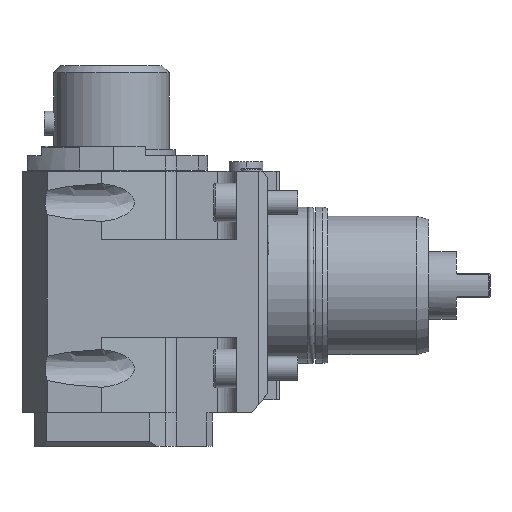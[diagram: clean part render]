
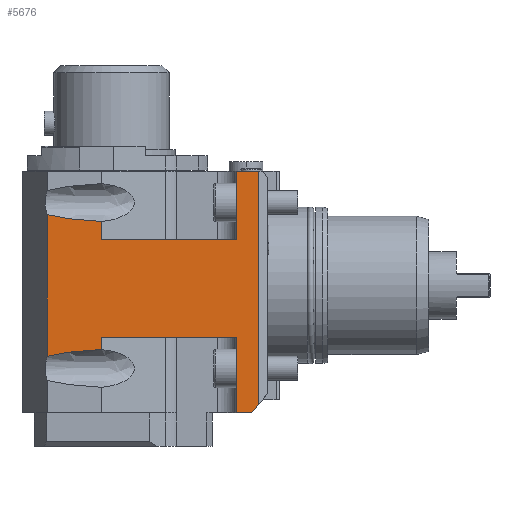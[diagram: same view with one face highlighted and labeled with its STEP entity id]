
A CAD part, front view. The second image highlights one B-rep face of the part: STEP entity #5676.
In plain terms, the highlighted planar face has unit normal (0, -1, 0).
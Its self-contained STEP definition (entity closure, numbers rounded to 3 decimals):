
#397=DIRECTION('',(0.,0.,-1.));
#398=VECTOR('',#397,96.948);
#399=CARTESIAN_POINT('',(-3.732,-46.,47.5));
#400=LINE('',#399,#398);
#401=DIRECTION('',(-0.643,0.,-0.766));
#402=VECTOR('',#401,4.637);
#403=CARTESIAN_POINT('',(-3.732,-46.,-49.448));
#404=LINE('',#403,#402);
#405=DIRECTION('',(0.,0.,1.));
#406=VECTOR('',#405,31.5);
#407=CARTESIAN_POINT('',(-13.,-46.,-53.));
#408=LINE('',#407,#406);
#409=DIRECTION('',(-1.,0.,0.));
#410=VECTOR('',#409,56.);
#411=CARTESIAN_POINT('',(-13.,-46.,-21.5));
#412=LINE('',#411,#410);
#413=DIRECTION('',(0.,0.,1.));
#414=VECTOR('',#413,5.124);
#415=CARTESIAN_POINT('',(-69.,-46.,-26.624));
#416=LINE('',#415,#414);
#417=CARTESIAN_POINT('',(-91.608,-46.,-29.455));
#418=CARTESIAN_POINT('',(-91.136,-46.,-29.332));
#419=CARTESIAN_POINT('',(-90.12,-46.,-29.081));
#420=CARTESIAN_POINT('',(-88.392,-46.,-28.706));
#421=CARTESIAN_POINT('',(-86.403,-46.,-28.329));
#422=CARTESIAN_POINT('',(-84.106,-46.,-27.954));
#423=CARTESIAN_POINT('',(-81.487,-46.,-27.594));
#424=CARTESIAN_POINT('',(-78.596,-46.,-27.268));
#425=CARTESIAN_POINT('',(-75.55,-46.,-26.993));
#426=CARTESIAN_POINT('',(-72.338,-46.,-26.773));
#427=CARTESIAN_POINT('',(-70.127,-46.,-26.667));
#428=CARTESIAN_POINT('',(-69.,-46.,-26.624));
#430=DIRECTION('',(0.,0.,-1.));
#431=VECTOR('',#430,58.91);
#432=CARTESIAN_POINT('',(-91.608,-46.,29.455));
#433=LINE('',#432,#431);
#434=CARTESIAN_POINT('',(-69.,-46.,26.624));
#435=CARTESIAN_POINT('',(-70.127,-46.,26.667));
#436=CARTESIAN_POINT('',(-72.338,-46.,26.773));
#437=CARTESIAN_POINT('',(-75.55,-46.,26.993));
#438=CARTESIAN_POINT('',(-78.597,-46.,27.268));
#439=CARTESIAN_POINT('',(-81.488,-46.,27.594));
#440=CARTESIAN_POINT('',(-84.106,-46.,27.954));
#441=CARTESIAN_POINT('',(-86.403,-46.,28.329));
#442=CARTESIAN_POINT('',(-88.393,-46.,28.706));
#443=CARTESIAN_POINT('',(-90.12,-46.,29.081));
#444=CARTESIAN_POINT('',(-91.136,-46.,29.332));
#445=CARTESIAN_POINT('',(-91.608,-46.,29.455));
#447=DIRECTION('',(0.,0.,-1.));
#448=VECTOR('',#447,7.624);
#449=CARTESIAN_POINT('',(-69.,-46.,26.624));
#450=LINE('',#449,#448);
#451=DIRECTION('',(-1.,0.,0.));
#452=VECTOR('',#451,56.);
#453=CARTESIAN_POINT('',(-13.,-46.,19.));
#454=LINE('',#453,#452);
#455=DIRECTION('',(0.,0.,-1.));
#456=VECTOR('',#455,28.5);
#457=CARTESIAN_POINT('',(-13.,-46.,47.5));
#458=LINE('',#457,#456);
#459=DIRECTION('',(1.,0.,0.));
#460=VECTOR('',#459,9.268);
#461=CARTESIAN_POINT('',(-13.,-46.,47.5));
#462=LINE('',#461,#460);
#1746=DIRECTION('',(1.,0.,0.));
#1747=VECTOR('',#1746,6.287);
#1748=CARTESIAN_POINT('',(-13.,-46.,-53.));
#1749=LINE('',#1748,#1747);
#4409=CARTESIAN_POINT('',(-13.,-46.,-21.5));
#4410=CARTESIAN_POINT('',(-69.,-46.,-21.5));
#4411=VERTEX_POINT('',#4409);
#4412=VERTEX_POINT('',#4410);
#4413=CARTESIAN_POINT('',(-13.,-46.,-53.));
#4414=VERTEX_POINT('',#4413);
#4437=CARTESIAN_POINT('',(-13.,-46.,19.));
#4438=CARTESIAN_POINT('',(-69.,-46.,19.));
#4439=VERTEX_POINT('',#4437);
#4440=VERTEX_POINT('',#4438);
#4441=CARTESIAN_POINT('',(-13.,-46.,47.5));
#4442=VERTEX_POINT('',#4441);
#4481=CARTESIAN_POINT('',(-6.713,-46.,-53.));
#4482=VERTEX_POINT('',#4481);
#4491=VERTEX_POINT('',#434);
#4492=VERTEX_POINT('',#445);
#4497=VERTEX_POINT('',#417);
#4498=VERTEX_POINT('',#428);
#4545=CARTESIAN_POINT('',(-3.732,-46.,47.5));
#4546=CARTESIAN_POINT('',(-3.732,-46.,-49.448));
#4547=VERTEX_POINT('',#4545);
#4548=VERTEX_POINT('',#4546);
#5645=CARTESIAN_POINT('',(-102.,-46.,47.5));
#5646=DIRECTION('',(0.,-1.,0.));
#5647=DIRECTION('',(0.,0.,-1.));
#5648=AXIS2_PLACEMENT_3D('',#5645,#5646,#5647);
#5649=PLANE('',#5648);
#5651=ORIENTED_EDGE('',*,*,#5650,.T.);
#5653=ORIENTED_EDGE('',*,*,#5652,.T.);
#5655=ORIENTED_EDGE('',*,*,#5654,.F.);
#5657=ORIENTED_EDGE('',*,*,#5656,.T.);
#5659=ORIENTED_EDGE('',*,*,#5658,.T.);
#5660=ORIENTED_EDGE('',*,*,#5568,.F.);
#5661=ORIENTED_EDGE('',*,*,#5636,.F.);
#5663=ORIENTED_EDGE('',*,*,#5662,.F.);
#5665=ORIENTED_EDGE('',*,*,#5664,.F.);
#5667=ORIENTED_EDGE('',*,*,#5666,.T.);
#5669=ORIENTED_EDGE('',*,*,#5668,.F.);
#5671=ORIENTED_EDGE('',*,*,#5670,.F.);
#5673=ORIENTED_EDGE('',*,*,#5672,.T.);
#5674=EDGE_LOOP('',(#5651,#5653,#5655,#5657,#5659,#5660,#5661,#5663,#5665,#5667,
#5669,#5671,#5673));
#5675=FACE_OUTER_BOUND('',#5674,.F.);
#5676=ADVANCED_FACE('',(#5675),#5649,.T.);
#429=B_SPLINE_CURVE_WITH_KNOTS('',3,(#417,#418,#419,#420,#421,#422,#423,#424,
#425,#426,#427,#428),.UNSPECIFIED.,.F.,.F.,(4,1,1,1,1,1,1,1,1,4),(0.,
0.111,0.222,0.333,0.444,
0.556,0.667,0.778,0.889,1.),
.UNSPECIFIED.);
#446=B_SPLINE_CURVE_WITH_KNOTS('',3,(#434,#435,#436,#437,#438,#439,#440,#441,
#442,#443,#444,#445),.UNSPECIFIED.,.F.,.F.,(4,1,1,1,1,1,1,1,1,4),(0.,
0.111,0.222,0.333,0.444,
0.556,0.667,0.778,0.889,1.),
.UNSPECIFIED.);
#5568=EDGE_CURVE('',#4498,#4412,#416,.T.);
#5636=EDGE_CURVE('',#4497,#4498,#429,.T.);
#5650=EDGE_CURVE('',#4547,#4548,#400,.T.);
#5652=EDGE_CURVE('',#4548,#4482,#404,.T.);
#5654=EDGE_CURVE('',#4414,#4482,#1749,.T.);
#5656=EDGE_CURVE('',#4414,#4411,#408,.T.);
#5658=EDGE_CURVE('',#4411,#4412,#412,.T.);
#5662=EDGE_CURVE('',#4492,#4497,#433,.T.);
#5664=EDGE_CURVE('',#4491,#4492,#446,.T.);
#5666=EDGE_CURVE('',#4491,#4440,#450,.T.);
#5668=EDGE_CURVE('',#4439,#4440,#454,.T.);
#5670=EDGE_CURVE('',#4442,#4439,#458,.T.);
#5672=EDGE_CURVE('',#4442,#4547,#462,.T.);
